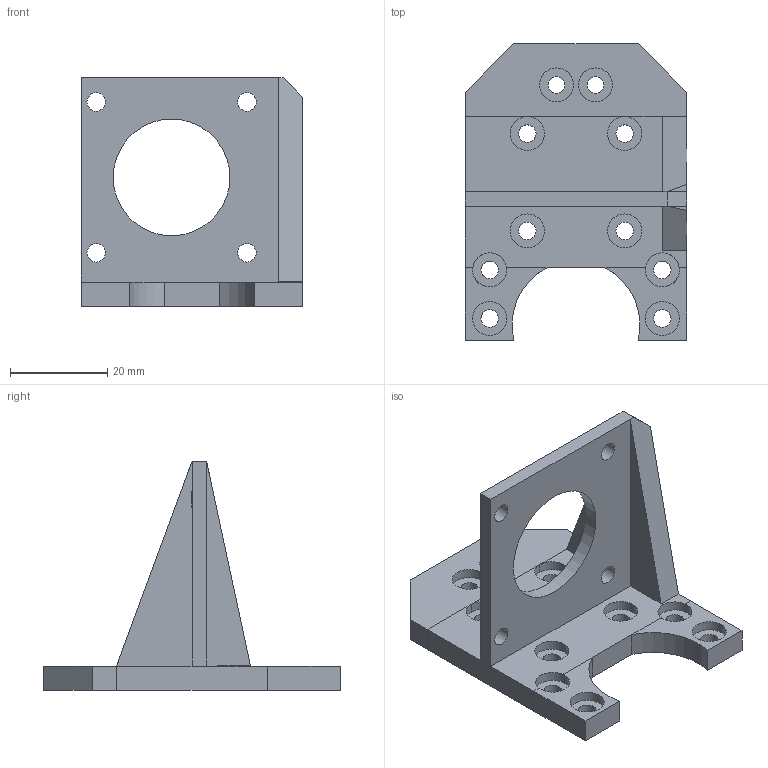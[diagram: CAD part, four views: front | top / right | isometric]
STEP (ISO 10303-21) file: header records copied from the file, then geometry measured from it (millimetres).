
FILE_DESCRIPTION(('FreeCAD Model'),'2;1');
FILE_NAME('Open CASCADE Shape Model','2023-08-25T23:51:16',('Author'),( ''),'Open CASCADE STEP processor 7.6','FreeCAD','Unknown');
FILE_SCHEMA(('AUTOMOTIVE_DESIGN { 1 0 10303 214 1 1 1 1 }'));
Length unit declared in the file: millimetre
Products named in the file (1): extruder_mount
Bounding box: 45.5 x 61 x 47 mm (x, y, z)
Volume: 17371.8 mm3; surface area: 10796.2 mm2
Topology: 1 solids, 1 shells, 75 faces, 180 edges, 109 vertices
Faces by surface type: plane 44, cylinder 29, bspline 2
Full cylindrical faces by diameter (mm): 3.4 x2, 3.6 x8, 3.8 x4, 7 x8, 24 x1
Entity records: 4601 total; most frequent: CARTESIAN_POINT 877, DIRECTION 711, LINE 388, VECTOR 388, ORIENTED_EDGE 356, PCURVE 356, DEFINITIONAL_REPRESENTATION 356, EDGE_CURVE 178
